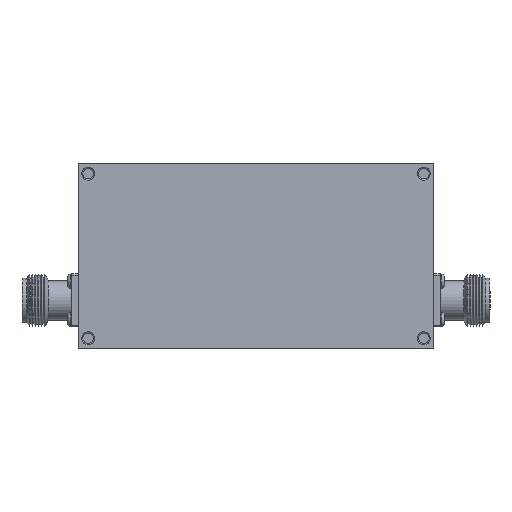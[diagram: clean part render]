
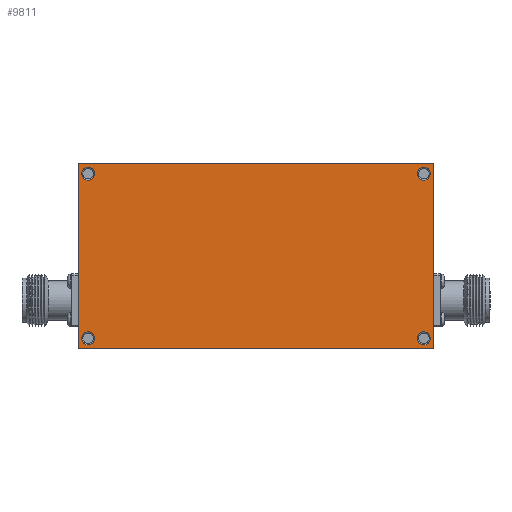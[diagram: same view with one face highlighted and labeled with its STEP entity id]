
A CAD part, front view. The second image highlights one B-rep face of the part: STEP entity #9811.
In plain terms, the highlighted planar face has unit normal (0, -1, 0).
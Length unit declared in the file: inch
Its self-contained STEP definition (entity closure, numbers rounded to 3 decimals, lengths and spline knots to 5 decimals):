
#724 = DIRECTION ( 'NONE',  ( 1., 0., 0. ) ) ;
#799 = FACE_BOUND ( 'NONE', #10386, .T. ) ;
#1959 = VERTEX_POINT ( 'NONE', #26714 ) ;
#2117 = CARTESIAN_POINT ( 'NONE',  ( -2.008, 0., 1.06192 ) ) ;
#2163 = DIRECTION ( 'NONE',  ( -1., 0., 0. ) ) ;
#2274 = AXIS2_PLACEMENT_3D ( 'NONE', #28478, #8890, #31777 ) ;
#2278 = ORIENTED_EDGE ( 'NONE', *, *, #22440, .F. ) ;
#2496 = CIRCLE ( 'NONE', #34863, 0.07742 ) ;
#2538 = EDGE_CURVE ( 'NONE', #24670, #29117, #37122, .T. ) ;
#2698 = EDGE_CURVE ( 'NONE', #33926, #8497, #25328, .T. ) ;
#2808 = ORIENTED_EDGE ( 'NONE', *, *, #30973, .T. ) ;
#3381 = EDGE_CURVE ( 'NONE', #40109, #30203, #16091, .T. ) ;
#3910 = DIRECTION ( 'NONE',  ( 0., 1., 0. ) ) ;
#5067 = CARTESIAN_POINT ( 'NONE',  ( 2.008, 0., 0.9845 ) ) ;
#5592 = EDGE_CURVE ( 'NONE', #8497, #33926, #18466, .T. ) ;
#5790 = DIRECTION ( 'NONE',  ( 0., 1., 0. ) ) ;
#5830 = CARTESIAN_POINT ( 'NONE',  ( 2.125, 0., -1.11 ) ) ;
#6422 = AXIS2_PLACEMENT_3D ( 'NONE', #28886, #9303, #32168 ) ;
#7874 = CIRCLE ( 'NONE', #6422, 0.07742 ) ;
#8364 = DIRECTION ( 'NONE',  ( 0., 0., 1. ) ) ;
#8439 = FACE_BOUND ( 'NONE', #27560, .T. ) ;
#8497 = VERTEX_POINT ( 'NONE', #32382 ) ;
#8612 = AXIS2_PLACEMENT_3D ( 'NONE', #23497, #3910, #26811 ) ;
#8890 = DIRECTION ( 'NONE',  ( 0., 1., 0. ) ) ;
#9303 = DIRECTION ( 'NONE',  ( 0., 1., 0. ) ) ;
#9580 = PLANE ( 'NONE',  #12537 ) ;
#9811 = ADVANCED_FACE ( 'NONE', ( #799, #25843, #8439, #34543, #42235 ), #9580, .F. ) ;
#9813 = ORIENTED_EDGE ( 'NONE', *, *, #17131, .T. ) ;
#10108 = AXIS2_PLACEMENT_3D ( 'NONE', #5067, #27938, #8364 ) ;
#10310 = VERTEX_POINT ( 'NONE', #5830 ) ;
#10386 = EDGE_LOOP ( 'NONE', ( #34184, #17702 ) ) ;
#11085 = VECTOR ( 'NONE', #2163, 39.37008 ) ;
#11303 = CARTESIAN_POINT ( 'NONE',  ( 2.008, 0., 1.06192 ) ) ;
#11631 = CARTESIAN_POINT ( 'NONE',  ( -2.008, 0., -0.9845 ) ) ;
#11960 = ORIENTED_EDGE ( 'NONE', *, *, #13486, .T. ) ;
#12537 = AXIS2_PLACEMENT_3D ( 'NONE', #12856, #35473, #16181 ) ;
#12856 = CARTESIAN_POINT ( 'NONE',  ( 0., 0., 0. ) ) ;
#12864 = VERTEX_POINT ( 'NONE', #2117 ) ;
#13159 = ORIENTED_EDGE ( 'NONE', *, *, #2538, .T. ) ;
#13350 = DIRECTION ( 'NONE',  ( 0., 1., 0. ) ) ;
#13486 = EDGE_CURVE ( 'NONE', #29117, #24670, #7874, .T. ) ;
#14684 = VERTEX_POINT ( 'NONE', #32975 ) ;
#14775 = CARTESIAN_POINT ( 'NONE',  ( 2.008, 0., 0.90708 ) ) ;
#14949 = DIRECTION ( 'NONE',  ( 0., 0., 1. ) ) ;
#16091 = LINE ( 'NONE', #35356, #41161 ) ;
#16181 = DIRECTION ( 'NONE',  ( 0., 0., 1. ) ) ;
#16209 = CIRCLE ( 'NONE', #20464, 0.07742 ) ;
#17027 = ORIENTED_EDGE ( 'NONE', *, *, #5592, .T. ) ;
#17029 = CIRCLE ( 'NONE', #23796, 0.07742 ) ;
#17131 = EDGE_CURVE ( 'NONE', #14684, #1959, #16209, .T. ) ;
#17702 = ORIENTED_EDGE ( 'NONE', *, *, #32756, .T. ) ;
#18466 = CIRCLE ( 'NONE', #2274, 0.07742 ) ;
#19249 = ORIENTED_EDGE ( 'NONE', *, *, #29214, .F. ) ;
#19255 = DIRECTION ( 'NONE',  ( 0., 1., 0. ) ) ;
#19281 = CIRCLE ( 'NONE', #8612, 0.07742 ) ;
#20172 = ORIENTED_EDGE ( 'NONE', *, *, #33014, .F. ) ;
#20240 = EDGE_LOOP ( 'NONE', ( #2808, #9813 ) ) ;
#20464 = AXIS2_PLACEMENT_3D ( 'NONE', #38877, #19255, #42187 ) ;
#20807 = CARTESIAN_POINT ( 'NONE',  ( -2.008, 0., -0.90708 ) ) ;
#21793 = VECTOR ( 'NONE', #41213, 39.37008 ) ;
#22086 = ORIENTED_EDGE ( 'NONE', *, *, #2698, .T. ) ;
#22440 = EDGE_CURVE ( 'NONE', #30203, #27655, #31128, .T. ) ;
#23497 = CARTESIAN_POINT ( 'NONE',  ( -2.008, 0., 0.9845 ) ) ;
#23572 = CARTESIAN_POINT ( 'NONE',  ( 2.125, 0., 1.11 ) ) ;
#23606 = CARTESIAN_POINT ( 'NONE',  ( -2.008, 0., 0.90708 ) ) ;
#23796 = AXIS2_PLACEMENT_3D ( 'NONE', #32967, #13350, #36235 ) ;
#24670 = VERTEX_POINT ( 'NONE', #14775 ) ;
#25328 = CIRCLE ( 'NONE', #29861, 0.07742 ) ;
#25360 = CARTESIAN_POINT ( 'NONE',  ( 2.008, 0., -0.9845 ) ) ;
#25843 = FACE_BOUND ( 'NONE', #32735, .T. ) ;
#26101 = ORIENTED_EDGE ( 'NONE', *, *, #3381, .F. ) ;
#26714 = CARTESIAN_POINT ( 'NONE',  ( 2.008, 0., -1.06192 ) ) ;
#26811 = DIRECTION ( 'NONE',  ( 0., 0., 1. ) ) ;
#27056 = CARTESIAN_POINT ( 'NONE',  ( -2.125, 0., -1.11 ) ) ;
#27560 = EDGE_LOOP ( 'NONE', ( #13159, #11960 ) ) ;
#27655 = VERTEX_POINT ( 'NONE', #41293 ) ;
#27938 = DIRECTION ( 'NONE',  ( 0., 1., 0. ) ) ;
#28476 = LINE ( 'NONE', #34758, #11085 ) ;
#28478 = CARTESIAN_POINT ( 'NONE',  ( -2.008, 0., -0.9845 ) ) ;
#28634 = DIRECTION ( 'NONE',  ( 0., 0., 1. ) ) ;
#28886 = CARTESIAN_POINT ( 'NONE',  ( 2.008, 0., 0.9845 ) ) ;
#29117 = VERTEX_POINT ( 'NONE', #11303 ) ;
#29214 = EDGE_CURVE ( 'NONE', #27655, #10310, #30517, .T. ) ;
#29861 = AXIS2_PLACEMENT_3D ( 'NONE', #11631, #34544, #14949 ) ;
#30203 = VERTEX_POINT ( 'NONE', #36973 ) ;
#30517 = LINE ( 'NONE', #31320, #21793 ) ;
#30973 = EDGE_CURVE ( 'NONE', #1959, #14684, #2496, .T. ) ;
#31128 = LINE ( 'NONE', #23572, #39867 ) ;
#31320 = CARTESIAN_POINT ( 'NONE',  ( 2.125, 0., -1.11 ) ) ;
#31777 = DIRECTION ( 'NONE',  ( 0., 0., 1. ) ) ;
#32168 = DIRECTION ( 'NONE',  ( 0., 0., 1. ) ) ;
#32382 = CARTESIAN_POINT ( 'NONE',  ( -2.008, 0., -1.06192 ) ) ;
#32735 = EDGE_LOOP ( 'NONE', ( #17027, #22086 ) ) ;
#32756 = EDGE_CURVE ( 'NONE', #12864, #33373, #19281, .T. ) ;
#32967 = CARTESIAN_POINT ( 'NONE',  ( -2.008, 0., 0.9845 ) ) ;
#32975 = CARTESIAN_POINT ( 'NONE',  ( 2.008, 0., -0.90708 ) ) ;
#33014 = EDGE_CURVE ( 'NONE', #10310, #40109, #28476, .T. ) ;
#33373 = VERTEX_POINT ( 'NONE', #23606 ) ;
#33926 = VERTEX_POINT ( 'NONE', #20807 ) ;
#34184 = ORIENTED_EDGE ( 'NONE', *, *, #35564, .T. ) ;
#34543 = FACE_BOUND ( 'NONE', #20240, .T. ) ;
#34544 = DIRECTION ( 'NONE',  ( 0., 1., 0. ) ) ;
#34758 = CARTESIAN_POINT ( 'NONE',  ( 2.125, 0., -1.11 ) ) ;
#34863 = AXIS2_PLACEMENT_3D ( 'NONE', #25360, #5790, #28634 ) ;
#35356 = CARTESIAN_POINT ( 'NONE',  ( -2.125, 0., -1.11 ) ) ;
#35473 = DIRECTION ( 'NONE',  ( 0., 1., 0. ) ) ;
#35564 = EDGE_CURVE ( 'NONE', #33373, #12864, #17029, .T. ) ;
#36235 = DIRECTION ( 'NONE',  ( 0., 0., 1. ) ) ;
#36973 = CARTESIAN_POINT ( 'NONE',  ( -2.125, 0., 1.11 ) ) ;
#37122 = CIRCLE ( 'NONE', #10108, 0.07742 ) ;
#38666 = DIRECTION ( 'NONE',  ( 0., 0., 1. ) ) ;
#38877 = CARTESIAN_POINT ( 'NONE',  ( 2.008, 0., -0.9845 ) ) ;
#39867 = VECTOR ( 'NONE', #724, 39.37008 ) ;
#40109 = VERTEX_POINT ( 'NONE', #27056 ) ;
#41161 = VECTOR ( 'NONE', #38666, 39.37008 ) ;
#41209 = EDGE_LOOP ( 'NONE', ( #20172, #19249, #2278, #26101 ) ) ;
#41213 = DIRECTION ( 'NONE',  ( 0., 0., -1. ) ) ;
#41293 = CARTESIAN_POINT ( 'NONE',  ( 2.125, 0., 1.11 ) ) ;
#42187 = DIRECTION ( 'NONE',  ( 0., 0., 1. ) ) ;
#42235 = FACE_OUTER_BOUND ( 'NONE', #41209, .T. ) ;
